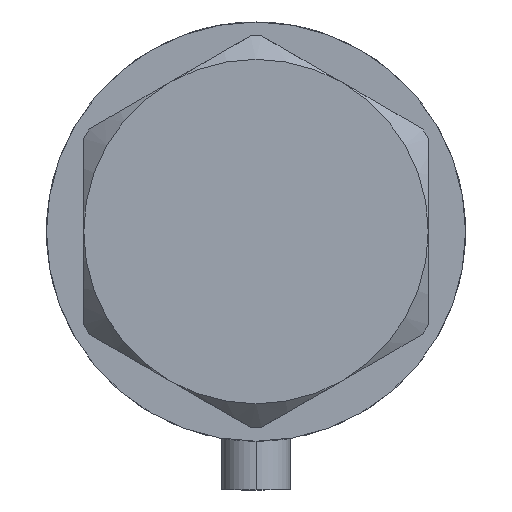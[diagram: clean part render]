
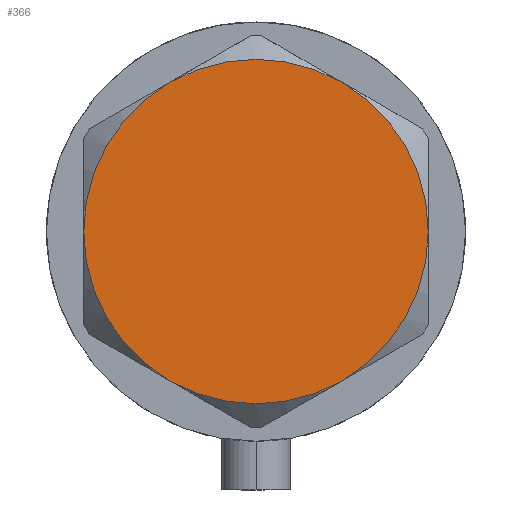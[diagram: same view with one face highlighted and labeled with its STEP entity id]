
A CAD part, left-side view. The second image highlights one B-rep face of the part: STEP entity #366.
In plain terms, the highlighted face is planar.
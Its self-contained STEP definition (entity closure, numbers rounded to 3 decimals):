
#38 = AXIS2_PLACEMENT_3D ( 'NONE', #3943, #145, #2593 ) ;
#39 = CARTESIAN_POINT ( 'NONE',  ( 0., 0., 14.5 ) ) ;
#55 = AXIS2_PLACEMENT_3D ( 'NONE', #1371, #2735, #923 ) ;
#145 = DIRECTION ( 'NONE',  ( 0., 0., 1. ) ) ;
#193 = EDGE_CURVE ( 'NONE', #882, #3335, #3929, .T. ) ;
#366 = ADVANCED_FACE ( 'NONE', ( #2723 ), #4123, .T. ) ;
#382 = VERTEX_POINT ( 'NONE', #1380 ) ;
#397 = CARTESIAN_POINT ( 'NONE',  ( 15., -25.981, 14.5 ) ) ;
#432 = DIRECTION ( 'NONE',  ( 0., 0., 1. ) ) ;
#439 = ORIENTED_EDGE ( 'NONE', *, *, #1888, .T. ) ;
#686 = CIRCLE ( 'NONE', #1979, 30. ) ;
#792 = DIRECTION ( 'NONE',  ( 1., 0., 0. ) ) ;
#829 = ORIENTED_EDGE ( 'NONE', *, *, #1634, .T. ) ;
#882 = VERTEX_POINT ( 'NONE', #2551 ) ;
#907 = DIRECTION ( 'NONE',  ( 0., 0., 1. ) ) ;
#923 = DIRECTION ( 'NONE',  ( 1., 0., 0. ) ) ;
#1037 = AXIS2_PLACEMENT_3D ( 'NONE', #2381, #432, #2812 ) ;
#1048 = AXIS2_PLACEMENT_3D ( 'NONE', #3577, #1817, #792 ) ;
#1078 = DIRECTION ( 'NONE',  ( 0., 0., 1. ) ) ;
#1120 = CIRCLE ( 'NONE', #1048, 30. ) ;
#1152 = VERTEX_POINT ( 'NONE', #1739 ) ;
#1368 = EDGE_CURVE ( 'NONE', #382, #3019, #2763, .T. ) ;
#1371 = CARTESIAN_POINT ( 'NONE',  ( 0., 0., 14.5 ) ) ;
#1380 = CARTESIAN_POINT ( 'NONE',  ( -15., 25.981, 14.5 ) ) ;
#1630 = CARTESIAN_POINT ( 'NONE',  ( 15., 25.981, 14.5 ) ) ;
#1634 = EDGE_CURVE ( 'NONE', #3019, #1152, #1120, .T. ) ;
#1739 = CARTESIAN_POINT ( 'NONE',  ( -15., -25.981, 14.5 ) ) ;
#1817 = DIRECTION ( 'NONE',  ( 0., 0., 1. ) ) ;
#1888 = EDGE_CURVE ( 'NONE', #3335, #382, #686, .T. ) ;
#1905 = DIRECTION ( 'NONE',  ( 1., 0., 0. ) ) ;
#1942 = CARTESIAN_POINT ( 'NONE',  ( 0., 0., 14.5 ) ) ;
#1979 = AXIS2_PLACEMENT_3D ( 'NONE', #39, #1078, #2440 ) ;
#2381 = CARTESIAN_POINT ( 'NONE',  ( 0., 0., 14.5 ) ) ;
#2440 = DIRECTION ( 'NONE',  ( 1., 0., 0. ) ) ;
#2463 = AXIS2_PLACEMENT_3D ( 'NONE', #1942, #907, #2571 ) ;
#2551 = CARTESIAN_POINT ( 'NONE',  ( 30., 0., 14.5 ) ) ;
#2571 = DIRECTION ( 'NONE',  ( 1., 0., 0. ) ) ;
#2593 = DIRECTION ( 'NONE',  ( 1., 0., 0. ) ) ;
#2671 = EDGE_LOOP ( 'NONE', ( #4378, #3385, #439, #4097, #829, #4475 ) ) ;
#2723 = FACE_OUTER_BOUND ( 'NONE', #2671, .T. ) ;
#2735 = DIRECTION ( 'NONE',  ( 0., 0., 1. ) ) ;
#2763 = CIRCLE ( 'NONE', #38, 30. ) ;
#2812 = DIRECTION ( 'NONE',  ( 1., 0., 0. ) ) ;
#3019 = VERTEX_POINT ( 'NONE', #3232 ) ;
#3232 = CARTESIAN_POINT ( 'NONE',  ( -30., 0., 14.5 ) ) ;
#3302 = CARTESIAN_POINT ( 'NONE',  ( 0., 0., 14.5 ) ) ;
#3335 = VERTEX_POINT ( 'NONE', #1630 ) ;
#3385 = ORIENTED_EDGE ( 'NONE', *, *, #193, .T. ) ;
#3577 = CARTESIAN_POINT ( 'NONE',  ( 0., 0., 14.5 ) ) ;
#3697 = EDGE_CURVE ( 'NONE', #4018, #882, #3879, .T. ) ;
#3879 = CIRCLE ( 'NONE', #3955, 30. ) ;
#3929 = CIRCLE ( 'NONE', #2463, 30. ) ;
#3937 = EDGE_CURVE ( 'NONE', #1152, #4018, #4254, .T. ) ;
#3943 = CARTESIAN_POINT ( 'NONE',  ( 0., 0., 14.5 ) ) ;
#3954 = DIRECTION ( 'NONE',  ( 0., 0., 1. ) ) ;
#3955 = AXIS2_PLACEMENT_3D ( 'NONE', #3302, #3954, #1905 ) ;
#4018 = VERTEX_POINT ( 'NONE', #397 ) ;
#4097 = ORIENTED_EDGE ( 'NONE', *, *, #1368, .T. ) ;
#4123 = PLANE ( 'NONE',  #1037 ) ;
#4254 = CIRCLE ( 'NONE', #55, 30. ) ;
#4378 = ORIENTED_EDGE ( 'NONE', *, *, #3697, .T. ) ;
#4475 = ORIENTED_EDGE ( 'NONE', *, *, #3937, .T. ) ;
